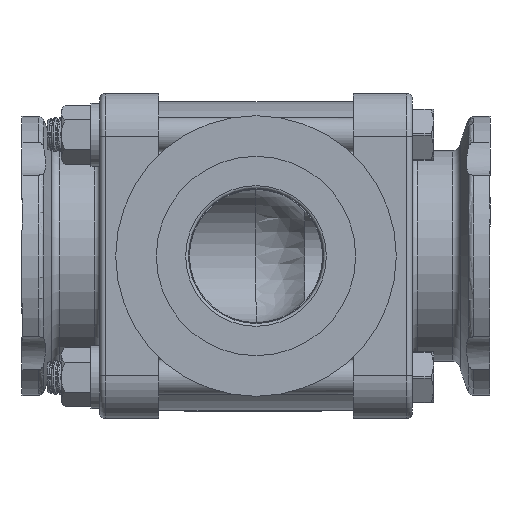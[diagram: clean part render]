
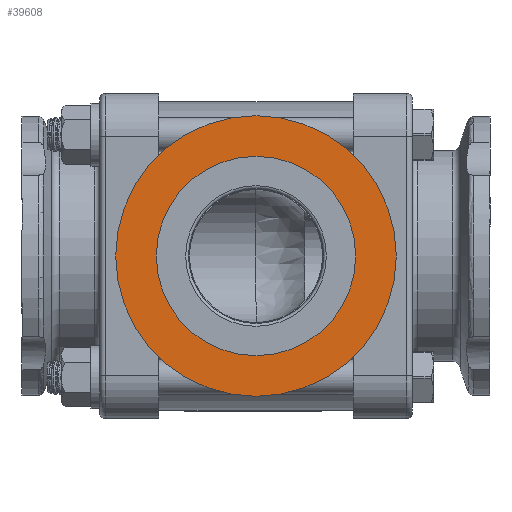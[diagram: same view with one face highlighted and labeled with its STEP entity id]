
A CAD part, front view. The second image highlights one B-rep face of the part: STEP entity #39608.
In plain terms, the highlighted planar face has unit normal (0, -1, 0).
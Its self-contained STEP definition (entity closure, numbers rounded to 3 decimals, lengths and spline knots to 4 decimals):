
#2734=FACE_BOUND('',#6883,.T.);
#3074=PLANE('',#42581);
#4564=FACE_OUTER_BOUND('',#6882,.T.);
#6882=EDGE_LOOP('',(#28486));
#6883=EDGE_LOOP('',(#28487));
#16715=CIRCLE('',#42485,1.537);
#16776=CIRCLE('',#42580,1.0925);
#17969=VERTEX_POINT('',#57395);
#18010=VERTEX_POINT('',#58517);
#21944=EDGE_CURVE('',#17969,#17969,#16715,.T.);
#22045=EDGE_CURVE('',#18010,#18010,#16776,.T.);
#28486=ORIENTED_EDGE('',*,*,#21944,.F.);
#28487=ORIENTED_EDGE('',*,*,#22045,.T.);
#39608=ADVANCED_FACE('',(#4564,#2734),#3074,.T.);
#42485=AXIS2_PLACEMENT_3D('',#57397,#46138,#46139);
#42580=AXIS2_PLACEMENT_3D('',#58519,#46339,#46340);
#42581=AXIS2_PLACEMENT_3D('',#58520,#46341,#46342);
#46138=DIRECTION('center_axis',(0.,1.,0.));
#46139=DIRECTION('ref_axis',(1.,0.,0.));
#46339=DIRECTION('center_axis',(0.,1.,0.));
#46340=DIRECTION('ref_axis',(1.,0.,0.));
#46341=DIRECTION('center_axis',(0.,-1.,0.));
#46342=DIRECTION('ref_axis',(0.,0.,-1.));
#57395=CARTESIAN_POINT('',(0.,-2.945,-1.537));
#57397=CARTESIAN_POINT('Origin',(0.,-2.945,0.));
#58517=CARTESIAN_POINT('',(0.,-2.945,-1.0925));
#58519=CARTESIAN_POINT('Origin',(0.,-2.945,0.));
#58520=CARTESIAN_POINT('Origin',(0.,-2.945,1.537));
